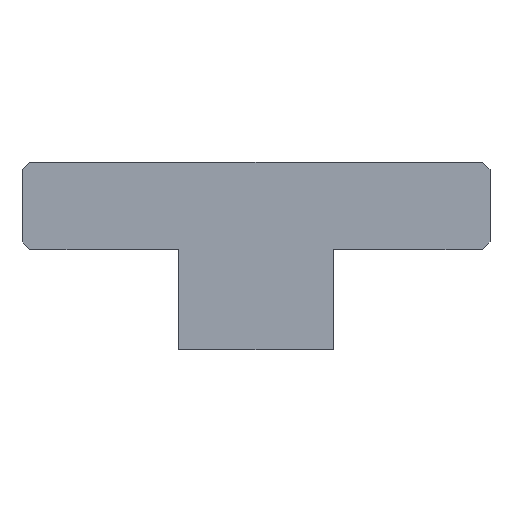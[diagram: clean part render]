
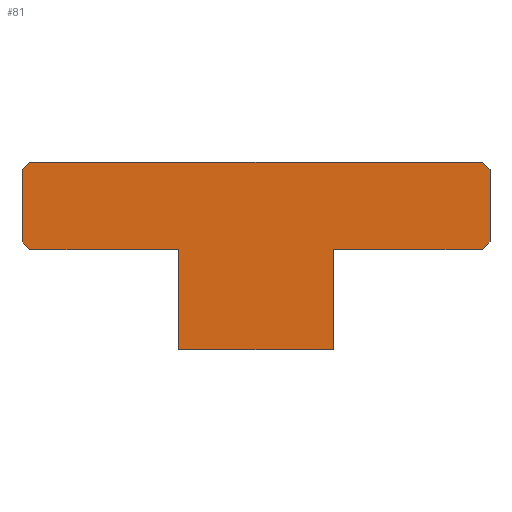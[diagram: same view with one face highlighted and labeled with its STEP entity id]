
A CAD part, front view. The second image highlights one B-rep face of the part: STEP entity #81.
In plain terms, the highlighted planar face has unit normal (0, -1, 0).
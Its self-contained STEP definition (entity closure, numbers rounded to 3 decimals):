
#81 = ADVANCED_FACE( '', ( #184 ), #185, .T. );
#184 = FACE_OUTER_BOUND( '', #303, .T. );
#185 = PLANE( '', #304 );
#303 = EDGE_LOOP( '', ( #459, #460, #461, #462, #463, #464, #465, #466, #467, #468, #469, #470 ) );
#304 = AXIS2_PLACEMENT_3D( '', #471, #472, #473 );
#459 = ORIENTED_EDGE( '', *, *, #635, .T. );
#460 = ORIENTED_EDGE( '', *, *, #600, .T. );
#461 = ORIENTED_EDGE( '', *, *, #636, .T. );
#462 = ORIENTED_EDGE( '', *, *, #637, .T. );
#463 = ORIENTED_EDGE( '', *, *, #593, .T. );
#464 = ORIENTED_EDGE( '', *, *, #617, .T. );
#465 = ORIENTED_EDGE( '', *, *, #638, .T. );
#466 = ORIENTED_EDGE( '', *, *, #639, .T. );
#467 = ORIENTED_EDGE( '', *, *, #640, .T. );
#468 = ORIENTED_EDGE( '', *, *, #610, .T. );
#469 = ORIENTED_EDGE( '', *, *, #641, .T. );
#470 = ORIENTED_EDGE( '', *, *, #603, .T. );
#471 = CARTESIAN_POINT( '', ( -14.95, 0., 12. ) );
#472 = DIRECTION( '', ( 0., -1., 0. ) );
#473 = DIRECTION( '', ( 0., 0., -1. ) );
#593 = EDGE_CURVE( '', #683, #684, #685, .T. );
#600 = EDGE_CURVE( '', #697, #695, #698, .F. );
#603 = EDGE_CURVE( '', #701, #702, #703, .T. );
#610 = EDGE_CURVE( '', #713, #714, #715, .T. );
#617 = EDGE_CURVE( '', #684, #724, #726, .F. );
#635 = EDGE_CURVE( '', #702, #697, #752, .T. );
#636 = EDGE_CURVE( '', #695, #753, #754, .T. );
#637 = EDGE_CURVE( '', #753, #683, #755, .F. );
#638 = EDGE_CURVE( '', #724, #756, #757, .T. );
#639 = EDGE_CURVE( '', #756, #758, #759, .F. );
#640 = EDGE_CURVE( '', #758, #713, #760, .T. );
#641 = EDGE_CURVE( '', #714, #701, #761, .T. );
#683 = VERTEX_POINT( '', #812 );
#684 = VERTEX_POINT( '', #813 );
#685 = LINE( '', #814, #815 );
#695 = VERTEX_POINT( '', #829 );
#697 = VERTEX_POINT( '', #832 );
#698 = LINE( '', #833, #834 );
#701 = VERTEX_POINT( '', #838 );
#702 = VERTEX_POINT( '', #839 );
#703 = LINE( '', #840, #841 );
#713 = VERTEX_POINT( '', #854 );
#714 = VERTEX_POINT( '', #855 );
#715 = LINE( '', #856, #857 );
#724 = VERTEX_POINT( '', #870 );
#726 = LINE( '', #873, #874 );
#752 = LINE( '', #900, #901 );
#753 = VERTEX_POINT( '', #902 );
#754 = LINE( '', #903, #904 );
#755 = LINE( '', #905, #906 );
#756 = VERTEX_POINT( '', #907 );
#757 = LINE( '', #908, #909 );
#758 = VERTEX_POINT( '', #910 );
#759 = LINE( '', #911, #912 );
#760 = LINE( '', #913, #914 );
#761 = LINE( '', #915, #916 );
#812 = CARTESIAN_POINT( '', ( 14.45, 0., 12. ) );
#813 = CARTESIAN_POINT( '', ( -14.45, 0., 12. ) );
#814 = CARTESIAN_POINT( '', ( 14.95, 0., 12. ) );
#815 = VECTOR( '', #981, 1000. );
#829 = CARTESIAN_POINT( '', ( 14.95, 0., 6.9 ) );
#832 = CARTESIAN_POINT( '', ( 14.45, 0., 6.4 ) );
#833 = CARTESIAN_POINT( '', ( 2.55, 0., -5.5 ) );
#834 = VECTOR( '', #987, 1000. );
#838 = CARTESIAN_POINT( '', ( 4.95, 0., 0. ) );
#839 = CARTESIAN_POINT( '', ( 4.95, 0., 6.4 ) );
#840 = CARTESIAN_POINT( '', ( 4.95, 0., 6.4 ) );
#841 = VECTOR( '', #989, 1000. );
#854 = CARTESIAN_POINT( '', ( -4.95, 0., 6.4 ) );
#855 = CARTESIAN_POINT( '', ( -4.95, 0., 0. ) );
#856 = CARTESIAN_POINT( '', ( -4.95, 0., 0. ) );
#857 = VECTOR( '', #996, 1000. );
#870 = CARTESIAN_POINT( '', ( -14.95, 0., 11.5 ) );
#873 = CARTESIAN_POINT( '', ( -14.7, 0., 11.75 ) );
#874 = VECTOR( '', #1002, 1000. );
#900 = CARTESIAN_POINT( '', ( 14.95, 0., 6.4 ) );
#901 = VECTOR( '', #1027, 1000. );
#902 = CARTESIAN_POINT( '', ( 14.95, 0., 11.5 ) );
#903 = CARTESIAN_POINT( '', ( 14.95, 0., 6.4 ) );
#904 = VECTOR( '', #1028, 1000. );
#905 = CARTESIAN_POINT( '', ( -0.25, 0., 26.7 ) );
#906 = VECTOR( '', #1029, 1000. );
#907 = CARTESIAN_POINT( '', ( -14.95, 0., 6.9 ) );
#908 = CARTESIAN_POINT( '', ( -14.95, 0., 12. ) );
#909 = VECTOR( '', #1030, 1000. );
#910 = CARTESIAN_POINT( '', ( -14.45, 0., 6.4 ) );
#911 = CARTESIAN_POINT( '', ( -17.5, 0., 9.45 ) );
#912 = VECTOR( '', #1031, 1000. );
#913 = CARTESIAN_POINT( '', ( -4.95, 0., 6.4 ) );
#914 = VECTOR( '', #1032, 1000. );
#915 = CARTESIAN_POINT( '', ( -4.95, 0., 0. ) );
#916 = VECTOR( '', #1033, 1000. );
#981 = DIRECTION( '', ( -1., 0., 0. ) );
#987 = DIRECTION( '', ( -0.707, 0., -0.707 ) );
#989 = DIRECTION( '', ( 0., 0., 1. ) );
#996 = DIRECTION( '', ( 0., 0., -1. ) );
#1002 = DIRECTION( '', ( 0.707, 0., 0.707 ) );
#1027 = DIRECTION( '', ( 1., 0., 0. ) );
#1028 = DIRECTION( '', ( 0., 0., 1. ) );
#1029 = DIRECTION( '', ( 0.707, 0., -0.707 ) );
#1030 = DIRECTION( '', ( 0., 0., -1. ) );
#1031 = DIRECTION( '', ( -0.707, 0., 0.707 ) );
#1032 = DIRECTION( '', ( 1., 0., 0. ) );
#1033 = DIRECTION( '', ( 1., 0., 0. ) );
